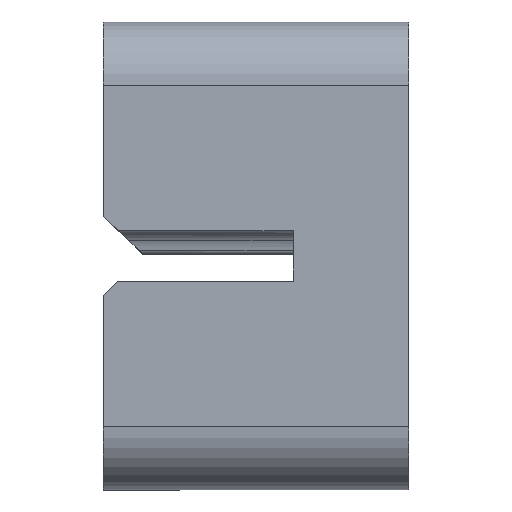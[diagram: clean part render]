
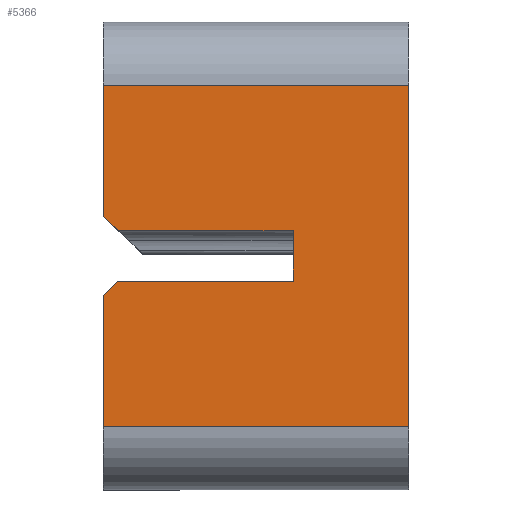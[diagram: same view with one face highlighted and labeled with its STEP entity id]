
A CAD part, left-side view. The second image highlights one B-rep face of the part: STEP entity #5366.
In plain terms, the highlighted planar face has unit normal (-1, 0, 0).
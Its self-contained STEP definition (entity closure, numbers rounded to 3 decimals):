
#3 = VECTOR ( 'NONE', #848, 1000. ) ;
#461 = EDGE_CURVE ( 'NONE', #4995, #5707, #1929, .T. ) ;
#541 = LINE ( 'NONE', #2773, #5046 ) ;
#662 = PLANE ( 'NONE',  #5499 ) ;
#742 = VERTEX_POINT ( 'NONE', #6017 ) ;
#848 = DIRECTION ( 'NONE',  ( 0., 0., 1. ) ) ;
#895 = DIRECTION ( 'NONE',  ( 0., 1., 0. ) ) ;
#1185 = EDGE_CURVE ( 'NONE', #4995, #1952, #4456, .T. ) ;
#1206 = EDGE_LOOP ( 'NONE', ( #4497, #6046, #6506, #6865, #2796, #2525, #6111, #4890, #6436, #6078 ) ) ;
#1226 = CARTESIAN_POINT ( 'NONE',  ( -21., -6., 0.8 ) ) ;
#1530 = VERTEX_POINT ( 'NONE', #4448 ) ;
#1601 = CARTESIAN_POINT ( 'NONE',  ( -21., -9.65, -5.405 ) ) ;
#1617 = DIRECTION ( 'NONE',  ( 0., 1., 0. ) ) ;
#1740 = LINE ( 'NONE', #3877, #5357 ) ;
#1833 = VERTEX_POINT ( 'NONE', #3249 ) ;
#1929 = LINE ( 'NONE', #5153, #3 ) ;
#1952 = VERTEX_POINT ( 'NONE', #3285 ) ;
#1972 = DIRECTION ( 'NONE',  ( 0., 0.693, -0.721 ) ) ;
#2272 = CARTESIAN_POINT ( 'NONE',  ( -21., 0., 7.395 ) ) ;
#2301 = CARTESIAN_POINT ( 'NONE',  ( -21., -9.65, 7.395 ) ) ;
#2525 = ORIENTED_EDGE ( 'NONE', *, *, #1185, .T. ) ;
#2540 = VERTEX_POINT ( 'NONE', #5410 ) ;
#2773 = CARTESIAN_POINT ( 'NONE',  ( -21., -9.65, 5.395 ) ) ;
#2796 = ORIENTED_EDGE ( 'NONE', *, *, #461, .F. ) ;
#2805 = EDGE_CURVE ( 'NONE', #1530, #5707, #541, .T. ) ;
#2900 = VERTEX_POINT ( 'NONE', #6491 ) ;
#2993 = VECTOR ( 'NONE', #895, 1000. ) ;
#3004 = DIRECTION ( 'NONE',  ( 0., 0., -1. ) ) ;
#3013 = EDGE_CURVE ( 'NONE', #4132, #2540, #3601, .T. ) ;
#3249 = CARTESIAN_POINT ( 'NONE',  ( -21., 0., -5.405 ) ) ;
#3285 = CARTESIAN_POINT ( 'NONE',  ( -21., -0.469, 0.8 ) ) ;
#3351 = FACE_OUTER_BOUND ( 'NONE', #1206, .T. ) ;
#3364 = VECTOR ( 'NONE', #4410, 1000. ) ;
#3601 = LINE ( 'NONE', #6340, #4046 ) ;
#3610 = VECTOR ( 'NONE', #4827, 1000. ) ;
#3652 = VECTOR ( 'NONE', #4004, 1000. ) ;
#3704 = VECTOR ( 'NONE', #6590, 1000. ) ;
#3776 = DIRECTION ( 'NONE',  ( 0., 0., 1. ) ) ;
#3786 = EDGE_CURVE ( 'NONE', #2540, #6101, #6788, .T. ) ;
#3877 = CARTESIAN_POINT ( 'NONE',  ( -21., -9.65, 7.395 ) ) ;
#4004 = DIRECTION ( 'NONE',  ( 0., -0.721, -0.693 ) ) ;
#4046 = VECTOR ( 'NONE', #3004, 1000. ) ;
#4132 = VERTEX_POINT ( 'NONE', #1226 ) ;
#4410 = DIRECTION ( 'NONE',  ( 0., 0., 1. ) ) ;
#4444 = DIRECTION ( 'NONE',  ( 0., 0., 1. ) ) ;
#4448 = CARTESIAN_POINT ( 'NONE',  ( -21., -9.65, 5.395 ) ) ;
#4456 = LINE ( 'NONE', #4953, #3652 ) ;
#4497 = ORIENTED_EDGE ( 'NONE', *, *, #5472, .F. ) ;
#4506 = EDGE_CURVE ( 'NONE', #2900, #1530, #1740, .T. ) ;
#4641 = LINE ( 'NONE', #6790, #5012 ) ;
#4781 = EDGE_CURVE ( 'NONE', #6101, #742, #4641, .T. ) ;
#4827 = DIRECTION ( 'NONE',  ( 0., -1., 0. ) ) ;
#4890 = ORIENTED_EDGE ( 'NONE', *, *, #3013, .T. ) ;
#4937 = LINE ( 'NONE', #2272, #3364 ) ;
#4953 = CARTESIAN_POINT ( 'NONE',  ( -21., 0., 1.25 ) ) ;
#4972 = LINE ( 'NONE', #5501, #3704 ) ;
#4980 = CARTESIAN_POINT ( 'NONE',  ( -21., 0., 1.25 ) ) ;
#4995 = VERTEX_POINT ( 'NONE', #4980 ) ;
#5012 = VECTOR ( 'NONE', #1972, 1000. ) ;
#5046 = VECTOR ( 'NONE', #1617, 1000. ) ;
#5153 = CARTESIAN_POINT ( 'NONE',  ( -21., 0., 7.395 ) ) ;
#5357 = VECTOR ( 'NONE', #3776, 1000. ) ;
#5366 = ADVANCED_FACE ( 'NONE', ( #3351 ), #662, .T. ) ;
#5373 = EDGE_CURVE ( 'NONE', #1952, #4132, #4972, .T. ) ;
#5410 = CARTESIAN_POINT ( 'NONE',  ( -21., -6., -0.8 ) ) ;
#5472 = EDGE_CURVE ( 'NONE', #1833, #742, #4937, .T. ) ;
#5499 = AXIS2_PLACEMENT_3D ( 'NONE', #2301, #5963, #4444 ) ;
#5501 = CARTESIAN_POINT ( 'NONE',  ( -21., 0., 0.8 ) ) ;
#5634 = CARTESIAN_POINT ( 'NONE',  ( -21., 0., -0.8 ) ) ;
#5707 = VERTEX_POINT ( 'NONE', #6505 ) ;
#5963 = DIRECTION ( 'NONE',  ( -1., 0., 0. ) ) ;
#6017 = CARTESIAN_POINT ( 'NONE',  ( -21., 0., -1.25 ) ) ;
#6046 = ORIENTED_EDGE ( 'NONE', *, *, #6665, .T. ) ;
#6078 = ORIENTED_EDGE ( 'NONE', *, *, #4781, .T. ) ;
#6101 = VERTEX_POINT ( 'NONE', #6925 ) ;
#6111 = ORIENTED_EDGE ( 'NONE', *, *, #5373, .T. ) ;
#6340 = CARTESIAN_POINT ( 'NONE',  ( -21., -6., 0.8 ) ) ;
#6436 = ORIENTED_EDGE ( 'NONE', *, *, #3786, .T. ) ;
#6491 = CARTESIAN_POINT ( 'NONE',  ( -21., -9.65, -5.405 ) ) ;
#6505 = CARTESIAN_POINT ( 'NONE',  ( -21., 0., 5.395 ) ) ;
#6506 = ORIENTED_EDGE ( 'NONE', *, *, #4506, .T. ) ;
#6590 = DIRECTION ( 'NONE',  ( 0., -1., 0. ) ) ;
#6665 = EDGE_CURVE ( 'NONE', #1833, #2900, #6941, .T. ) ;
#6788 = LINE ( 'NONE', #5634, #2993 ) ;
#6790 = CARTESIAN_POINT ( 'NONE',  ( -21., -1.25, 0.05 ) ) ;
#6865 = ORIENTED_EDGE ( 'NONE', *, *, #2805, .T. ) ;
#6925 = CARTESIAN_POINT ( 'NONE',  ( -21., -0.433, -0.8 ) ) ;
#6941 = LINE ( 'NONE', #1601, #3610 ) ;
